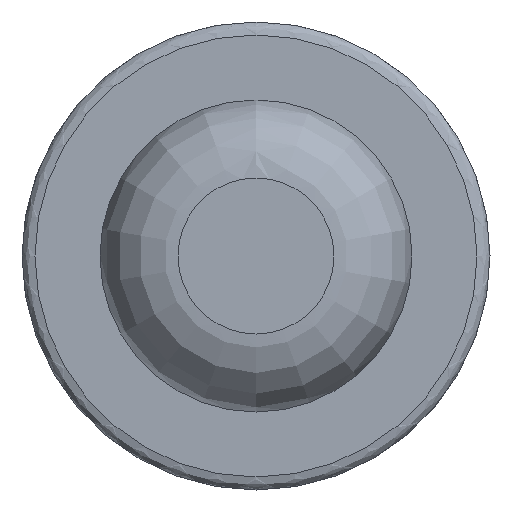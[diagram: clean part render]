
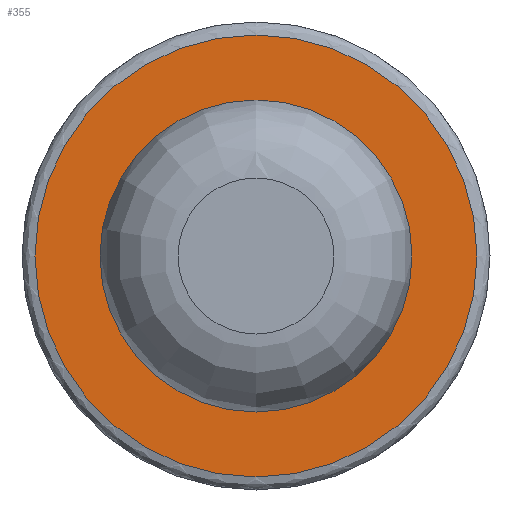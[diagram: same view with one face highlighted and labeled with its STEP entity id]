
A CAD part, left-side view. The second image highlights one B-rep face of the part: STEP entity #355.
In plain terms, the highlighted planar face has unit normal (-1, 0, 0).
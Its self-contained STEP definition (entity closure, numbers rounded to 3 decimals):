
#43 = SURFACE_OF_REVOLUTION('',#44,#49);
#44 = CIRCLE('',#45,0.05);
#45 = AXIS2_PLACEMENT_3D('',#46,#47,#48);
#46 = CARTESIAN_POINT('',(-1.85,0.,0.85));
#47 = DIRECTION('',(0.,-1.,0.));
#48 = DIRECTION('',(1.,0.,0.));
#49 = AXIS1_PLACEMENT('',#50,#51);
#50 = CARTESIAN_POINT('',(0.,0.,0.));
#51 = DIRECTION('',(1.,0.,0.));
#265 = CYLINDRICAL_SURFACE('',#266,0.6);
#266 = AXIS2_PLACEMENT_3D('',#267,#268,#269);
#267 = CARTESIAN_POINT('',(-1.9,0.,0.));
#268 = DIRECTION('',(-1.,0.,-0.));
#269 = DIRECTION('',(0.,0.,1.));
#304 = EDGE_CURVE('',#305,#305,#307,.T.);
#305 = VERTEX_POINT('',#306);
#306 = CARTESIAN_POINT('',(-1.9,0.,0.6));
#307 = SURFACE_CURVE('',#308,(#313,#320),.PCURVE_S1.);
#308 = CIRCLE('',#309,0.6);
#309 = AXIS2_PLACEMENT_3D('',#310,#311,#312);
#310 = CARTESIAN_POINT('',(-1.9,0.,0.));
#311 = DIRECTION('',(1.,0.,-0.));
#312 = DIRECTION('',(0.,0.,1.));
#313 = PCURVE('',#265,#314);
#314 = DEFINITIONAL_REPRESENTATION('',(#315),#319);
#315 = LINE('',#316,#317);
#316 = CARTESIAN_POINT('',(-0.,0.));
#317 = VECTOR('',#318,1.);
#318 = DIRECTION('',(-1.,0.));
#319 = ( GEOMETRIC_REPRESENTATION_CONTEXT(2) 
PARAMETRIC_REPRESENTATION_CONTEXT() REPRESENTATION_CONTEXT('2D SPACE',''
  ) );
#320 = PCURVE('',#321,#326);
#321 = PLANE('',#322);
#322 = AXIS2_PLACEMENT_3D('',#323,#324,#325);
#323 = CARTESIAN_POINT('',(-1.9,0.,0.));
#324 = DIRECTION('',(1.,0.,0.));
#325 = DIRECTION('',(0.,0.,1.));
#326 = DEFINITIONAL_REPRESENTATION('',(#327),#331);
#327 = CIRCLE('',#328,0.6);
#328 = AXIS2_PLACEMENT_2D('',#329,#330);
#329 = CARTESIAN_POINT('',(0.,0.));
#330 = DIRECTION('',(1.,-0.));
#331 = ( GEOMETRIC_REPRESENTATION_CONTEXT(2) 
PARAMETRIC_REPRESENTATION_CONTEXT() REPRESENTATION_CONTEXT('2D SPACE',''
  ) );
#355 = ADVANCED_FACE('',(#356,#359),#321,.F.);
#356 = FACE_BOUND('',#357,.T.);
#357 = EDGE_LOOP('',(#358));
#358 = ORIENTED_EDGE('',*,*,#304,.T.);
#359 = FACE_BOUND('',#360,.T.);
#360 = EDGE_LOOP('',(#361));
#361 = ORIENTED_EDGE('',*,*,#362,.F.);
#362 = EDGE_CURVE('',#363,#363,#365,.T.);
#363 = VERTEX_POINT('',#364);
#364 = CARTESIAN_POINT('',(-1.9,0.,0.85));
#365 = SURFACE_CURVE('',#366,(#371,#378),.PCURVE_S1.);
#366 = CIRCLE('',#367,0.85);
#367 = AXIS2_PLACEMENT_3D('',#368,#369,#370);
#368 = CARTESIAN_POINT('',(-1.9,0.,0.));
#369 = DIRECTION('',(1.,0.,-0.));
#370 = DIRECTION('',(0.,0.,1.));
#371 = PCURVE('',#321,#372);
#372 = DEFINITIONAL_REPRESENTATION('',(#373),#377);
#373 = CIRCLE('',#374,0.85);
#374 = AXIS2_PLACEMENT_2D('',#375,#376);
#375 = CARTESIAN_POINT('',(0.,0.));
#376 = DIRECTION('',(1.,-0.));
#377 = ( GEOMETRIC_REPRESENTATION_CONTEXT(2) 
PARAMETRIC_REPRESENTATION_CONTEXT() REPRESENTATION_CONTEXT('2D SPACE',''
  ) );
#378 = PCURVE('',#43,#379);
#379 = DEFINITIONAL_REPRESENTATION('',(#380),#384);
#380 = LINE('',#381,#382);
#381 = CARTESIAN_POINT('',(0.,3.142));
#382 = VECTOR('',#383,1.);
#383 = DIRECTION('',(1.,0.));
#384 = ( GEOMETRIC_REPRESENTATION_CONTEXT(2) 
PARAMETRIC_REPRESENTATION_CONTEXT() REPRESENTATION_CONTEXT('2D SPACE',''
  ) );
